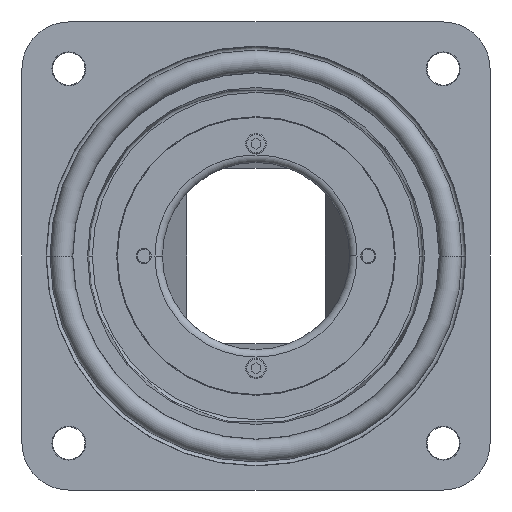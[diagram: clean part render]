
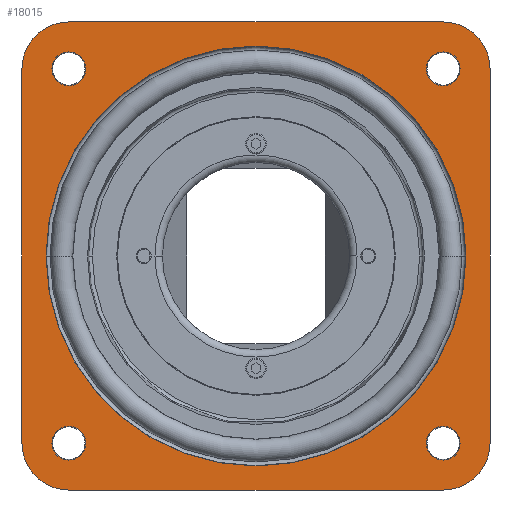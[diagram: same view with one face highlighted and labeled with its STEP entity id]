
A CAD part, front view. The second image highlights one B-rep face of the part: STEP entity #18015.
In plain terms, the highlighted face is planar.
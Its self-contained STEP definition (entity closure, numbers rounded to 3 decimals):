
#15508=DIRECTION('',(1.,0.,0.));
#15509=VECTOR('',#15508,100.);
#15510=CARTESIAN_POINT('',(-50.,35.,62.5));
#15511=LINE('',#15510,#15509);
#15515=CARTESIAN_POINT('',(-50.,35.,50.));
#15516=DIRECTION('',(0.,1.,0.));
#15517=DIRECTION('',(-1.,0.,0.));
#15518=AXIS2_PLACEMENT_3D('',#15515,#15516,#15517);
#15523=DIRECTION('',(0.,0.,1.));
#15524=VECTOR('',#15523,100.);
#15525=CARTESIAN_POINT('',(-62.5,35.,-50.));
#15526=LINE('',#15525,#15524);
#15530=CARTESIAN_POINT('',(-50.,35.,-50.));
#15531=DIRECTION('',(0.,1.,0.));
#15532=DIRECTION('',(0.,0.,-1.));
#15533=AXIS2_PLACEMENT_3D('',#15530,#15531,#15532);
#15538=DIRECTION('',(-1.,0.,0.));
#15539=VECTOR('',#15538,100.);
#15540=CARTESIAN_POINT('',(50.,35.,-62.5));
#15541=LINE('',#15540,#15539);
#15545=CARTESIAN_POINT('',(50.,35.,-50.));
#15546=DIRECTION('',(0.,1.,0.));
#15547=DIRECTION('',(1.,0.,0.));
#15548=AXIS2_PLACEMENT_3D('',#15545,#15546,#15547);
#15553=DIRECTION('',(0.,0.,-1.));
#15554=VECTOR('',#15553,100.);
#15555=CARTESIAN_POINT('',(62.5,35.,50.));
#15556=LINE('',#15555,#15554);
#15560=CARTESIAN_POINT('',(50.,35.,50.));
#15561=DIRECTION('',(0.,1.,0.));
#15562=DIRECTION('',(0.,0.,1.));
#15563=AXIS2_PLACEMENT_3D('',#15560,#15561,#15562);
#15600=CARTESIAN_POINT('',(0.,35.,0.));
#15601=DIRECTION('',(0.,-1.,0.));
#15602=DIRECTION('',(1.,0.,0.));
#15603=AXIS2_PLACEMENT_3D('',#15600,#15601,#15602);
#15608=CARTESIAN_POINT('',(0.,35.,0.));
#15609=DIRECTION('',(0.,-1.,0.));
#15610=DIRECTION('',(-1.,0.,0.));
#15611=AXIS2_PLACEMENT_3D('',#15608,#15609,#15610);
#15616=CARTESIAN_POINT('',(-50.,35.,-50.));
#15617=DIRECTION('',(0.,1.,0.));
#15618=DIRECTION('',(1.,0.,0.));
#15619=AXIS2_PLACEMENT_3D('',#15616,#15617,#15618);
#15624=CARTESIAN_POINT('',(-50.,35.,-50.));
#15625=DIRECTION('',(0.,1.,0.));
#15626=DIRECTION('',(-1.,0.,0.));
#15627=AXIS2_PLACEMENT_3D('',#15624,#15625,#15626);
#15632=CARTESIAN_POINT('',(50.,35.,-50.));
#15633=DIRECTION('',(0.,1.,0.));
#15634=DIRECTION('',(1.,0.,0.));
#15635=AXIS2_PLACEMENT_3D('',#15632,#15633,#15634);
#15640=CARTESIAN_POINT('',(50.,35.,-50.));
#15641=DIRECTION('',(0.,1.,0.));
#15642=DIRECTION('',(-1.,0.,0.));
#15643=AXIS2_PLACEMENT_3D('',#15640,#15641,#15642);
#15648=CARTESIAN_POINT('',(50.,35.,50.));
#15649=DIRECTION('',(0.,1.,0.));
#15650=DIRECTION('',(1.,0.,0.));
#15651=AXIS2_PLACEMENT_3D('',#15648,#15649,#15650);
#15656=CARTESIAN_POINT('',(50.,35.,50.));
#15657=DIRECTION('',(0.,1.,0.));
#15658=DIRECTION('',(-1.,0.,0.));
#15659=AXIS2_PLACEMENT_3D('',#15656,#15657,#15658);
#15664=CARTESIAN_POINT('',(-50.,35.,50.));
#15665=DIRECTION('',(0.,1.,0.));
#15666=DIRECTION('',(1.,0.,0.));
#15667=AXIS2_PLACEMENT_3D('',#15664,#15665,#15666);
#15672=CARTESIAN_POINT('',(-50.,35.,50.));
#15673=DIRECTION('',(0.,1.,0.));
#15674=DIRECTION('',(-1.,0.,0.));
#15675=AXIS2_PLACEMENT_3D('',#15672,#15673,#15674);
#17397=CARTESIAN_POINT('',(-50.,35.,62.5));
#17398=CARTESIAN_POINT('',(50.,35.,62.5));
#17399=VERTEX_POINT('',#17397);
#17400=VERTEX_POINT('',#17398);
#17401=CARTESIAN_POINT('',(62.5,35.,50.));
#17402=CARTESIAN_POINT('',(62.5,35.,-50.));
#17403=VERTEX_POINT('',#17401);
#17404=VERTEX_POINT('',#17402);
#17405=CARTESIAN_POINT('',(50.,35.,-62.5));
#17406=CARTESIAN_POINT('',(-50.,35.,-62.5));
#17407=VERTEX_POINT('',#17405);
#17408=VERTEX_POINT('',#17406);
#17409=CARTESIAN_POINT('',(-62.5,35.,-50.));
#17410=CARTESIAN_POINT('',(-62.5,35.,50.));
#17411=VERTEX_POINT('',#17409);
#17412=VERTEX_POINT('',#17410);
#17549=CARTESIAN_POINT('',(56.087,35.,0.));
#17550=CARTESIAN_POINT('',(-56.087,35.,0.));
#17551=VERTEX_POINT('',#17549);
#17552=VERTEX_POINT('',#17550);
#17569=CARTESIAN_POINT('',(-54.5,35.,50.));
#17570=CARTESIAN_POINT('',(-45.5,35.,50.));
#17571=VERTEX_POINT('',#17569);
#17572=VERTEX_POINT('',#17570);
#17573=CARTESIAN_POINT('',(45.5,35.,50.));
#17574=CARTESIAN_POINT('',(54.5,35.,50.));
#17575=VERTEX_POINT('',#17573);
#17576=VERTEX_POINT('',#17574);
#17577=CARTESIAN_POINT('',(45.5,35.,-50.));
#17578=CARTESIAN_POINT('',(54.5,35.,-50.));
#17579=VERTEX_POINT('',#17577);
#17580=VERTEX_POINT('',#17578);
#17581=CARTESIAN_POINT('',(-54.5,35.,-50.));
#17582=CARTESIAN_POINT('',(-45.5,35.,-50.));
#17583=VERTEX_POINT('',#17581);
#17584=VERTEX_POINT('',#17582);
#17962=CARTESIAN_POINT('',(0.,35.,0.));
#17963=DIRECTION('',(0.,1.,0.));
#17964=DIRECTION('',(1.,0.,0.));
#17965=AXIS2_PLACEMENT_3D('',#17962,#17963,#17964);
#17966=PLANE('',#17965);
#17968=ORIENTED_EDGE('',*,*,#17967,.F.);
#17970=ORIENTED_EDGE('',*,*,#17969,.F.);
#17972=ORIENTED_EDGE('',*,*,#17971,.F.);
#17974=ORIENTED_EDGE('',*,*,#17973,.F.);
#17976=ORIENTED_EDGE('',*,*,#17975,.F.);
#17978=ORIENTED_EDGE('',*,*,#17977,.F.);
#17980=ORIENTED_EDGE('',*,*,#17979,.F.);
#17982=ORIENTED_EDGE('',*,*,#17981,.F.);
#17983=EDGE_LOOP('',(#17968,#17970,#17972,#17974,#17976,#17978,#17980,#17982));
#17984=FACE_OUTER_BOUND('',#17983,.F.);
#17986=ORIENTED_EDGE('',*,*,#17985,.F.);
#17988=ORIENTED_EDGE('',*,*,#17987,.F.);
#17989=EDGE_LOOP('',(#17986,#17988));
#17990=FACE_BOUND('',#17989,.F.);
#17992=ORIENTED_EDGE('',*,*,#17991,.T.);
#17994=ORIENTED_EDGE('',*,*,#17993,.T.);
#17995=EDGE_LOOP('',(#17992,#17994));
#17996=FACE_BOUND('',#17995,.F.);
#17998=ORIENTED_EDGE('',*,*,#17997,.T.);
#18000=ORIENTED_EDGE('',*,*,#17999,.T.);
#18001=EDGE_LOOP('',(#17998,#18000));
#18002=FACE_BOUND('',#18001,.F.);
#18004=ORIENTED_EDGE('',*,*,#18003,.T.);
#18006=ORIENTED_EDGE('',*,*,#18005,.T.);
#18007=EDGE_LOOP('',(#18004,#18006));
#18008=FACE_BOUND('',#18007,.F.);
#18010=ORIENTED_EDGE('',*,*,#18009,.T.);
#18012=ORIENTED_EDGE('',*,*,#18011,.T.);
#18013=EDGE_LOOP('',(#18010,#18012));
#18014=FACE_BOUND('',#18013,.F.);
#18015=ADVANCED_FACE('',(#17984,#17990,#17996,#18002,#18008,#18014),#17966,.T.);
#15519=CIRCLE('',#15518,12.5);
#15534=CIRCLE('',#15533,12.5);
#15549=CIRCLE('',#15548,12.5);
#15564=CIRCLE('',#15563,12.5);
#15604=CIRCLE('',#15603,56.087);
#15612=CIRCLE('',#15611,56.087);
#15620=CIRCLE('',#15619,4.5);
#15628=CIRCLE('',#15627,4.5);
#15636=CIRCLE('',#15635,4.5);
#15644=CIRCLE('',#15643,4.5);
#15652=CIRCLE('',#15651,4.5);
#15660=CIRCLE('',#15659,4.5);
#15668=CIRCLE('',#15667,4.5);
#15676=CIRCLE('',#15675,4.5);
#17967=EDGE_CURVE('',#17399,#17400,#15511,.T.);
#17969=EDGE_CURVE('',#17412,#17399,#15519,.T.);
#17971=EDGE_CURVE('',#17411,#17412,#15526,.T.);
#17973=EDGE_CURVE('',#17408,#17411,#15534,.T.);
#17975=EDGE_CURVE('',#17407,#17408,#15541,.T.);
#17977=EDGE_CURVE('',#17404,#17407,#15549,.T.);
#17979=EDGE_CURVE('',#17403,#17404,#15556,.T.);
#17981=EDGE_CURVE('',#17400,#17403,#15564,.T.);
#17985=EDGE_CURVE('',#17551,#17552,#15604,.T.);
#17987=EDGE_CURVE('',#17552,#17551,#15612,.T.);
#17991=EDGE_CURVE('',#17584,#17583,#15620,.T.);
#17993=EDGE_CURVE('',#17583,#17584,#15628,.T.);
#17997=EDGE_CURVE('',#17580,#17579,#15636,.T.);
#17999=EDGE_CURVE('',#17579,#17580,#15644,.T.);
#18003=EDGE_CURVE('',#17576,#17575,#15652,.T.);
#18005=EDGE_CURVE('',#17575,#17576,#15660,.T.);
#18009=EDGE_CURVE('',#17572,#17571,#15668,.T.);
#18011=EDGE_CURVE('',#17571,#17572,#15676,.T.);
